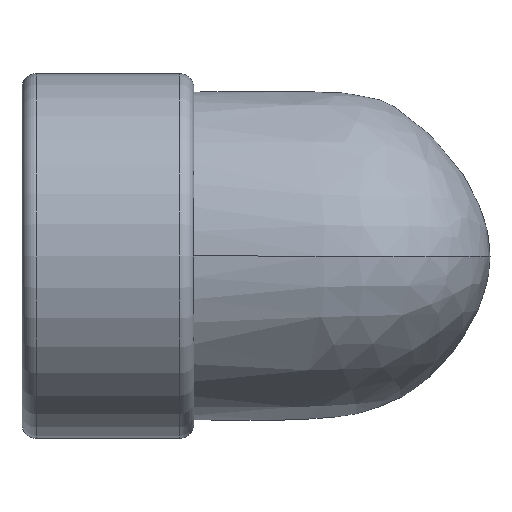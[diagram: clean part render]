
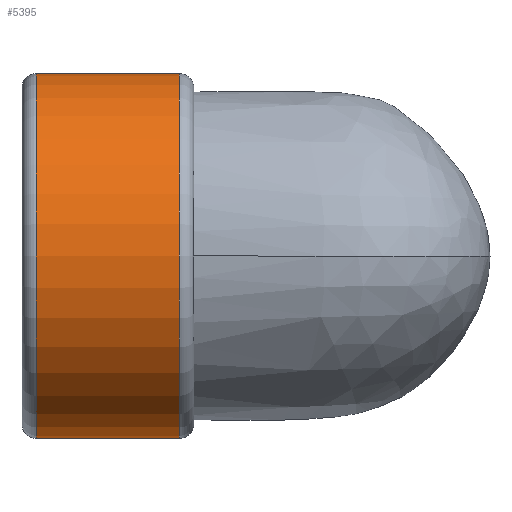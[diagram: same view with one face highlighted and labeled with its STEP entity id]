
A CAD part, front view. The second image highlights one B-rep face of the part: STEP entity #5395.
In plain terms, the highlighted cylindrical face has radius 10.795 mm (diameter 21.59 mm), a partial arc.
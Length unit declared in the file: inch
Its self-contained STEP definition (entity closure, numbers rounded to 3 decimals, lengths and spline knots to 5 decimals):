
#105 = CARTESIAN_POINT ( 'NONE',  ( -0.45333, 0., 0.425 ) ) ;
#313 = ORIENTED_EDGE ( 'NONE', *, *, #5370, .T. ) ;
#909 = DIRECTION ( 'NONE',  ( -1., 0., 0. ) ) ;
#988 = CARTESIAN_POINT ( 'NONE',  ( -0.82, 0., -0.425 ) ) ;
#1509 = EDGE_CURVE ( 'NONE', #7953, #5357, #1552, .T. ) ;
#1552 = CIRCLE ( 'NONE', #3638, 0.425 ) ;
#1570 = CARTESIAN_POINT ( 'NONE',  ( -0.82, 0., 0. ) ) ;
#2047 = EDGE_CURVE ( 'NONE', #7953, #6629, #7451, .T. ) ;
#2169 = ORIENTED_EDGE ( 'NONE', *, *, #8091, .T. ) ;
#2244 = DIRECTION ( 'NONE',  ( 0., 0., -1. ) ) ;
#2353 = DIRECTION ( 'NONE',  ( 1., 0., 0. ) ) ;
#2367 = CARTESIAN_POINT ( 'NONE',  ( -0.78667, 0., 0.425 ) ) ;
#2495 = VERTEX_POINT ( 'NONE', #4198 ) ;
#2594 = ORIENTED_EDGE ( 'NONE', *, *, #1509, .T. ) ;
#3525 = DIRECTION ( 'NONE',  ( 1., 0., 0. ) ) ;
#3638 = AXIS2_PLACEMENT_3D ( 'NONE', #6151, #2353, #7485 ) ;
#3666 = AXIS2_PLACEMENT_3D ( 'NONE', #4819, #909, #7406 ) ;
#3820 = CYLINDRICAL_SURFACE ( 'NONE', #4525, 0.425 ) ;
#4057 = DIRECTION ( 'NONE',  ( 1., 0., 0. ) ) ;
#4185 = CARTESIAN_POINT ( 'NONE',  ( -0.78667, 0., -0.425 ) ) ;
#4198 = CARTESIAN_POINT ( 'NONE',  ( -0.45333, 0., -0.425 ) ) ;
#4315 = CIRCLE ( 'NONE', #3666, 0.425 ) ;
#4525 = AXIS2_PLACEMENT_3D ( 'NONE', #1570, #3525, #2244 ) ;
#4819 = CARTESIAN_POINT ( 'NONE',  ( -0.45333, 0., 0. ) ) ;
#5357 = VERTEX_POINT ( 'NONE', #4185 ) ;
#5370 = EDGE_CURVE ( 'NONE', #5357, #2495, #7070, .T. ) ;
#5395 = ADVANCED_FACE ( 'NONE', ( #5860 ), #3820, .T. ) ;
#5860 = FACE_OUTER_BOUND ( 'NONE', #8175, .T. ) ;
#6134 = VECTOR ( 'NONE', #4057, 39.37008 ) ;
#6151 = CARTESIAN_POINT ( 'NONE',  ( -0.78667, 0., 0. ) ) ;
#6208 = DIRECTION ( 'NONE',  ( 1., 0., 0. ) ) ;
#6629 = VERTEX_POINT ( 'NONE', #105 ) ;
#6931 = ORIENTED_EDGE ( 'NONE', *, *, #2047, .F. ) ;
#7070 = LINE ( 'NONE', #988, #7478 ) ;
#7406 = DIRECTION ( 'NONE',  ( 0., 0., -1. ) ) ;
#7451 = LINE ( 'NONE', #7956, #6134 ) ;
#7478 = VECTOR ( 'NONE', #6208, 39.37008 ) ;
#7485 = DIRECTION ( 'NONE',  ( 0., 0., -1. ) ) ;
#7953 = VERTEX_POINT ( 'NONE', #2367 ) ;
#7956 = CARTESIAN_POINT ( 'NONE',  ( -0.82, 0., 0.425 ) ) ;
#8091 = EDGE_CURVE ( 'NONE', #2495, #6629, #4315, .T. ) ;
#8175 = EDGE_LOOP ( 'NONE', ( #6931, #2594, #313, #2169 ) ) ;
